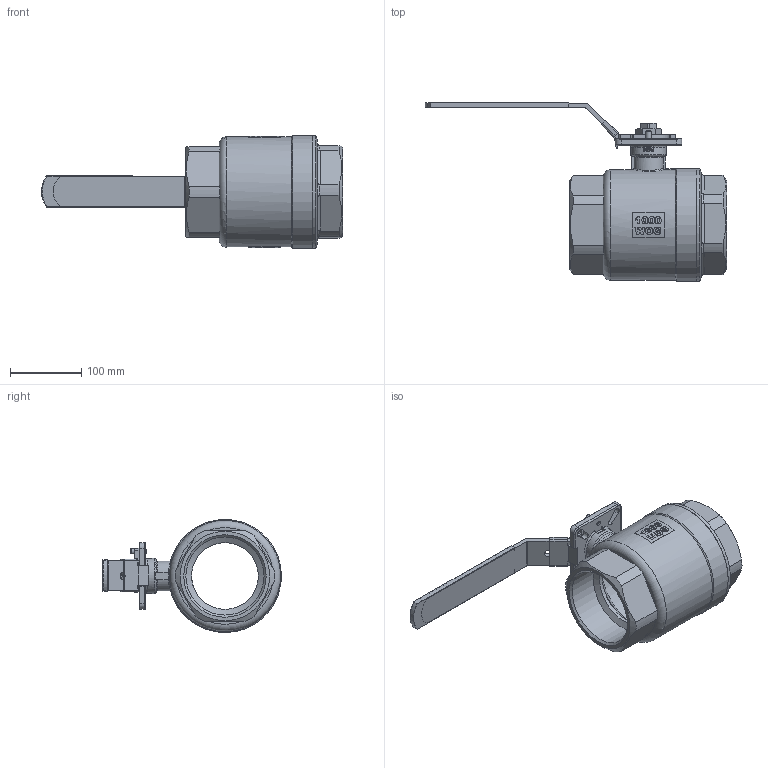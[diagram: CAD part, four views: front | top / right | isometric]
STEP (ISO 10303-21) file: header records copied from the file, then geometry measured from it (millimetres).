
FILE_DESCRIPTION(/* description */ ('Unknown'),/* implementation_level */ '2;1');
FILE_NAME(/* name */ '9652-12',/* time_stamp */ '2022-07-13T13:07:21+02:00',/* author */ ('Unknown'),/* organization */ ('Unknown'),/* preprocessor_version */ 'ST-DEVELOPER v16.7',/* originating_system */ 'Solid Edge',/* authorisation */ 'Unknown');
FILE_SCHEMA (('AUTOMOTIVE_DESIGN {1 0 10303 214 3 1 1}'));
Length unit declared in the file: millimetre
Products named in the file (12): 9652-12; Bellevlle Washer; MV-24D-PD-DN100; MV-24D-ST-DN100; Stem; Stop Pin; MV-24D-FGM-DN100; MV-82 DN100 CAP; MV-24D-S-DN100; MV-24D-FS-DN100; MV-24D-KZ-DN100; MV-82 DN100 BODY
Assembly tree (13 placements, depth 2):
  9652-12
    Bellevlle Washer  x2
    MV-24D-PD-DN100
    MV-24D-ST-DN100
    Stem
    Stop Pin
    MV-24D-FGM-DN100  x2
    MV-82 DN100 CAP
    MV-24D-S-DN100
    MV-24D-FS-DN100
    MV-24D-KZ-DN100
    MV-82 DN100 BODY
Bounding box: 424.04 x 251.8 x 159 mm (x, y, z)
Volume: 1392301.4 mm3; surface area: 379567.4 mm2
Topology: 13 solids, 13 shells, 638 faces, 1633 edges, 1056 vertices
Faces by surface type: plane 313, cylinder 136, bspline 107, cone 65, torus 17
Full cylindrical faces by diameter (mm): 5 x1, 6 x1, 8 x1, 10 x1, 18.3 x1, 20.5 x2, 22 x3, 22.1 x1, 22.5 x1, 23 x2, 28 x2, 29 x1, 37 x2, 40 x2, 44 x1, 50 x1, 94 x2, 110.072 x2, 122 x2, 139 x1, 143 x1, 147.5 x1, 148 x1, 153 x1, 156 x1, 159 x2
Entity records: 57447 total; most frequent: CARTESIAN_POINT 43181, ORIENTED_EDGE 2998, DIRECTION 2575, EDGE_CURVE 1499, VERTEX_POINT 1003, AXIS2_PLACEMENT_3D 892, LINE 791, VECTOR 791
